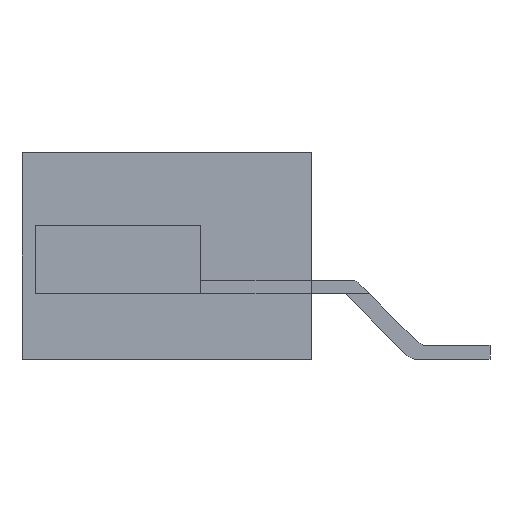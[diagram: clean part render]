
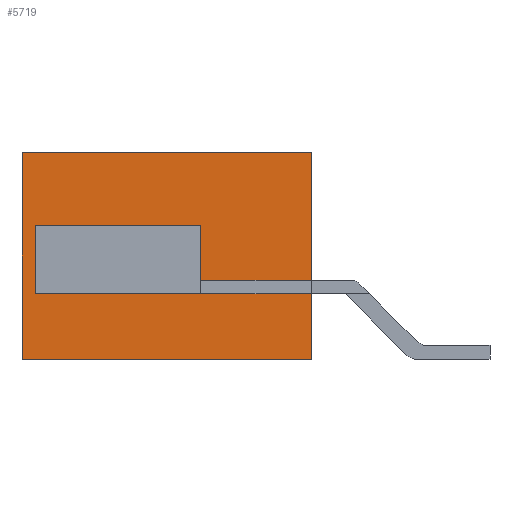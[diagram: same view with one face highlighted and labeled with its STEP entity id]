
A CAD part, front view. The second image highlights one B-rep face of the part: STEP entity #5719.
In plain terms, the highlighted planar face has unit normal (0, -1, 0).
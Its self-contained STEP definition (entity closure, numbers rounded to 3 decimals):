
#5417 = EDGE_CURVE('',#5418,#5420,#5422,.T.);
#5418 = VERTEX_POINT('',#5419);
#5419 = CARTESIAN_POINT('',(0.9,-0.625,-0.475));
#5420 = VERTEX_POINT('',#5421);
#5421 = CARTESIAN_POINT('',(0.9,-0.625,1.025));
#5422 = LINE('',#5423,#5424);
#5423 = CARTESIAN_POINT('',(0.9,-0.625,-0.475));
#5424 = VECTOR('',#5425,1.);
#5425 = DIRECTION('',(0.,0.,1.));
#5719 = ADVANCED_FACE('',(#5720),#5745,.F.);
#5720 = FACE_BOUND('',#5721,.F.);
#5721 = EDGE_LOOP('',(#5722,#5730,#5731,#5739));
#5722 = ORIENTED_EDGE('',*,*,#5723,.F.);
#5723 = EDGE_CURVE('',#5418,#5724,#5726,.T.);
#5724 = VERTEX_POINT('',#5725);
#5725 = CARTESIAN_POINT('',(3.,-0.625,-0.475));
#5726 = LINE('',#5727,#5728);
#5727 = CARTESIAN_POINT('',(0.9,-0.625,-0.475));
#5728 = VECTOR('',#5729,1.);
#5729 = DIRECTION('',(1.,0.,0.));
#5730 = ORIENTED_EDGE('',*,*,#5417,.T.);
#5731 = ORIENTED_EDGE('',*,*,#5732,.T.);
#5732 = EDGE_CURVE('',#5420,#5733,#5735,.T.);
#5733 = VERTEX_POINT('',#5734);
#5734 = CARTESIAN_POINT('',(3.,-0.625,1.025));
#5735 = LINE('',#5736,#5737);
#5736 = CARTESIAN_POINT('',(0.9,-0.625,1.025));
#5737 = VECTOR('',#5738,1.);
#5738 = DIRECTION('',(1.,0.,0.));
#5739 = ORIENTED_EDGE('',*,*,#5740,.F.);
#5740 = EDGE_CURVE('',#5724,#5733,#5741,.T.);
#5741 = LINE('',#5742,#5743);
#5742 = CARTESIAN_POINT('',(3.,-0.625,-0.475));
#5743 = VECTOR('',#5744,1.);
#5744 = DIRECTION('',(0.,0.,1.));
#5745 = PLANE('',#5746);
#5746 = AXIS2_PLACEMENT_3D('',#5747,#5748,#5749);
#5747 = CARTESIAN_POINT('',(0.9,-0.625,-0.475));
#5748 = DIRECTION('',(0.,1.,0.));
#5749 = DIRECTION('',(0.,0.,1.));
